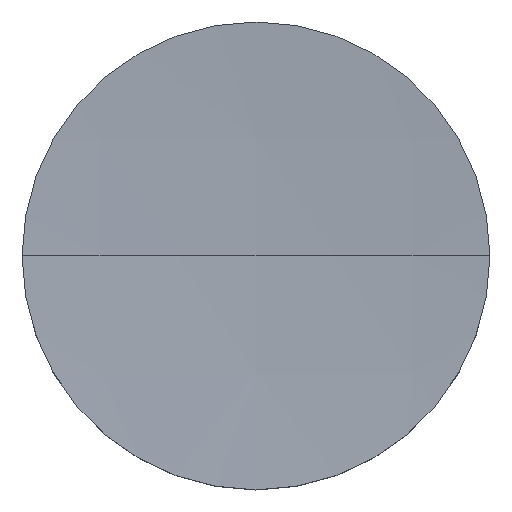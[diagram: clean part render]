
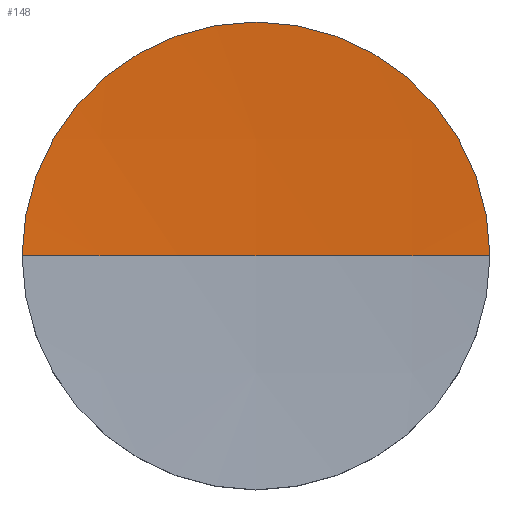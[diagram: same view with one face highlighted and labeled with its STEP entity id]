
A CAD part, top view. The second image highlights one B-rep face of the part: STEP entity #148.
In plain terms, the highlighted spherical face has radius 100 mm.
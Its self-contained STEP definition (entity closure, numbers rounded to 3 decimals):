
#6 = CARTESIAN_POINT ( 'NONE',  ( 0., 0., 102.798 ) ) ;
#10 = EDGE_CURVE ( 'NONE', #61, #23, #82, .T. ) ;
#15 = DIRECTION ( 'NONE',  ( 1., 0., 0. ) ) ;
#20 = AXIS2_PLACEMENT_3D ( 'NONE', #6, #22, #116 ) ;
#22 = DIRECTION ( 'NONE',  ( 0., 1., 0. ) ) ;
#23 = VERTEX_POINT ( 'NONE', #151 ) ;
#27 = CARTESIAN_POINT ( 'NONE',  ( 0., 0., 102.798 ) ) ;
#28 = DIRECTION ( 'NONE',  ( 0., 0., -1. ) ) ;
#37 = ORIENTED_EDGE ( 'NONE', *, *, #118, .F. ) ;
#54 = DIRECTION ( 'NONE',  ( 1., 0., 0. ) ) ;
#61 = VERTEX_POINT ( 'NONE', #181 ) ;
#68 = FACE_OUTER_BOUND ( 'NONE', #166, .T. ) ;
#69 = DIRECTION ( 'NONE',  ( 0., -1., 0. ) ) ;
#80 = ORIENTED_EDGE ( 'NONE', *, *, #102, .T. ) ;
#82 = CIRCLE ( 'NONE', #20, 100. ) ;
#85 = SPHERICAL_SURFACE ( 'NONE', #130, 100. ) ;
#86 = CARTESIAN_POINT ( 'NONE',  ( -6.35, 0., 3. ) ) ;
#100 = AXIS2_PLACEMENT_3D ( 'NONE', #172, #28, #155 ) ;
#102 = EDGE_CURVE ( 'NONE', #137, #23, #145, .T. ) ;
#116 = DIRECTION ( 'NONE',  ( 0., 0., 1. ) ) ;
#118 = EDGE_CURVE ( 'NONE', #137, #61, #192, .T. ) ;
#130 = AXIS2_PLACEMENT_3D ( 'NONE', #141, #196, #15 ) ;
#137 = VERTEX_POINT ( 'NONE', #86 ) ;
#141 = CARTESIAN_POINT ( 'NONE',  ( 0., 0., 102.798 ) ) ;
#145 = CIRCLE ( 'NONE', #188, 100. ) ;
#148 = ADVANCED_FACE ( 'NONE', ( #68 ), #85, .F. ) ;
#151 = CARTESIAN_POINT ( 'NONE',  ( 0., 0., 2.798 ) ) ;
#155 = DIRECTION ( 'NONE',  ( 1., 0., 0. ) ) ;
#165 = ORIENTED_EDGE ( 'NONE', *, *, #10, .F. ) ;
#166 = EDGE_LOOP ( 'NONE', ( #37, #80, #165 ) ) ;
#172 = CARTESIAN_POINT ( 'NONE',  ( 0., 0., 3. ) ) ;
#181 = CARTESIAN_POINT ( 'NONE',  ( 6.35, 0., 3. ) ) ;
#188 = AXIS2_PLACEMENT_3D ( 'NONE', #27, #69, #54 ) ;
#192 = CIRCLE ( 'NONE', #100, 6.35 ) ;
#196 = DIRECTION ( 'NONE',  ( 0., -1., 0. ) ) ;
